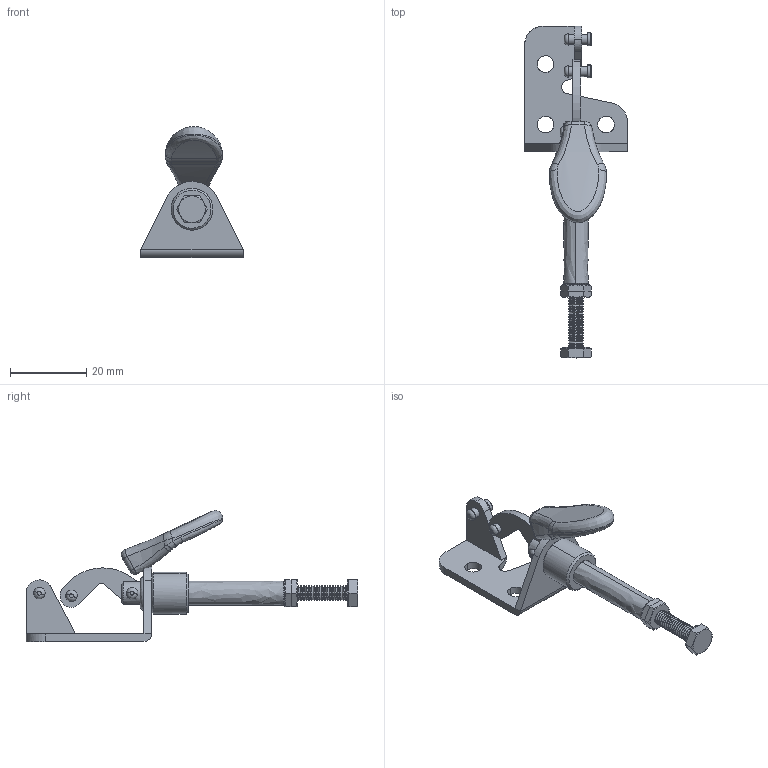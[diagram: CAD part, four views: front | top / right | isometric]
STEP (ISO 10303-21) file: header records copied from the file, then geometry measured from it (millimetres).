
FILE_DESCRIPTION((''),' ');
FILE_NAME('GH-301am.stp',' ',('stephen'),('BIB design'),' ','ACIS 14.0',' ');
FILE_SCHEMA(('automotive_design'));
Length unit declared in the file: inch
Products named in the file (10): Part_444; Part_446; Part_445; Part_443; Part_440; Part_442; Part_441; Part_7588; Part_5502; Part_6338
Bounding box: 27 x 87.28 x 34.44 mm (x, y, z)
Volume: 6056.6 mm3; surface area: 6534.9 mm2
Topology: 10 solids, 10 shells, 428 faces, 1142 edges, 738 vertices
Faces by surface type: revolution 319, bspline 51, plane 41, cylinder 13, sphere 4
Entity records: 31418 total; most frequent: CARTESIAN_POINT 7817, PRESENTATION_STYLE_ASSIGNMENT 2702, COLOUR_RGB 2702, STYLED_ITEM 2312, ORIENTED_EDGE 2272, DIRECTION 1626, CURVE_STYLE 1526, EDGE_CURVE 1136
